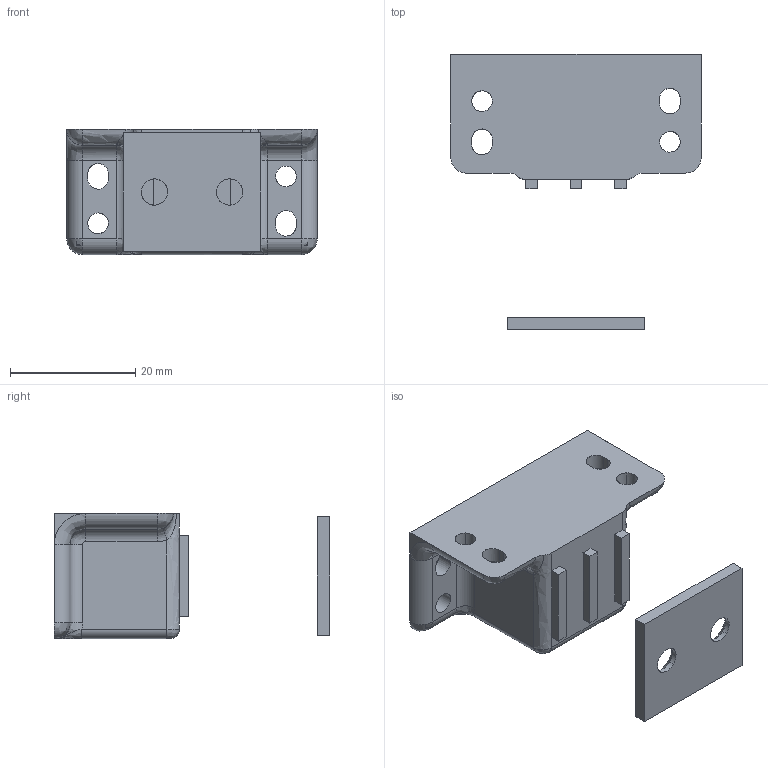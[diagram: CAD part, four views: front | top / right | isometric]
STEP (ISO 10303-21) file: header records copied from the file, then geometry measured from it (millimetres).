
FILE_DESCRIPTION((''),'2;1');
FILE_NAME('','2009-03-18T09:48:04',(''),(''),'','CADfix','');
FILE_SCHEMA(('AUTOMOTIVE_DESIGN { 1 0 10303 214 1 1 1 1 }'));
Length unit declared in the file: millimetre
Bounding box: 40 x 44 x 20 mm (x, y, z)
Volume: 10348 mm3; surface area: 8091.1 mm2
Topology: 5 solids, 5 shells, 132 faces, 391 edges, 270 vertices
Faces by surface type: bspline 132
Entity records: 6089 total; most frequent: CARTESIAN_POINT 3672, ORIENTED_EDGE 778, EDGE_CURVE 389, VERTEX_POINT 270, QUASI_UNIFORM_CURVE 209, B_SPLINE_CURVE_WITH_KNOTS 180, EDGE_LOOP 155, FACE_OUTER_BOUND 132
